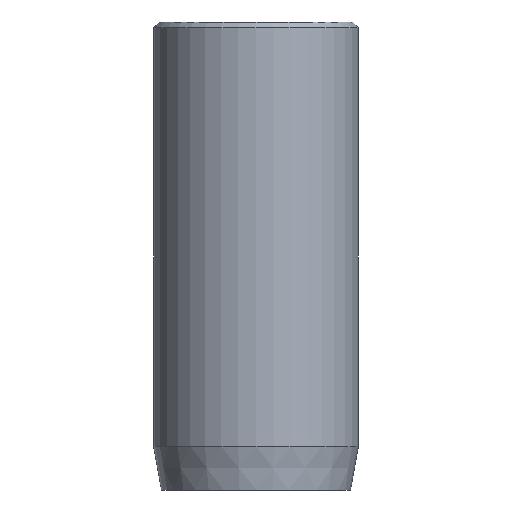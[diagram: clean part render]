
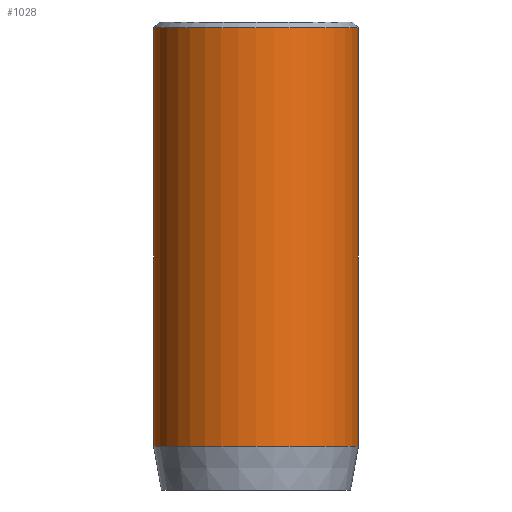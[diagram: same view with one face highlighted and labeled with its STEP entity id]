
A CAD part, front view. The second image highlights one B-rep face of the part: STEP entity #1028.
In plain terms, the highlighted cylindrical face has radius 3.5 mm (diameter 7 mm), a partial arc.
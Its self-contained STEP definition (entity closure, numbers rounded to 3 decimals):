
#7 = CARTESIAN_POINT ( 'NONE',  ( -3.5, 0., 15.8 ) ) ;
#18 = DIRECTION ( 'NONE',  ( 0., 0., 1. ) ) ;
#55 = FACE_OUTER_BOUND ( 'NONE', #378, .T. ) ;
#62 = ORIENTED_EDGE ( 'NONE', *, *, #1177, .T. ) ;
#128 = CARTESIAN_POINT ( 'NONE',  ( -3.5, 0., 16. ) ) ;
#160 = CARTESIAN_POINT ( 'NONE',  ( 3.5, 0., 1.5 ) ) ;
#220 = VERTEX_POINT ( 'NONE', #160 ) ;
#223 = AXIS2_PLACEMENT_3D ( 'NONE', #645, #18, #734 ) ;
#282 = CARTESIAN_POINT ( 'NONE',  ( 0., 0., 15.8 ) ) ;
#285 = CARTESIAN_POINT ( 'NONE',  ( 3.5, 0., 15.8 ) ) ;
#335 = VECTOR ( 'NONE', #1175, 1000. ) ;
#378 = EDGE_LOOP ( 'NONE', ( #497, #870, #1193, #62 ) ) ;
#382 = DIRECTION ( 'NONE',  ( 1., 0., 0. ) ) ;
#385 = CARTESIAN_POINT ( 'NONE',  ( -3.5, 0., 1.5 ) ) ;
#497 = ORIENTED_EDGE ( 'NONE', *, *, #968, .F. ) ;
#508 = VERTEX_POINT ( 'NONE', #285 ) ;
#635 = LINE ( 'NONE', #685, #335 ) ;
#645 = CARTESIAN_POINT ( 'NONE',  ( 0., 0., 1.5 ) ) ;
#680 = VECTOR ( 'NONE', #729, 1000. ) ;
#685 = CARTESIAN_POINT ( 'NONE',  ( 3.5, 0., 16. ) ) ;
#705 = LINE ( 'NONE', #128, #680 ) ;
#708 = CARTESIAN_POINT ( 'NONE',  ( 0., 0., 16. ) ) ;
#729 = DIRECTION ( 'NONE',  ( 0., 0., -1. ) ) ;
#734 = DIRECTION ( 'NONE',  ( 1., 0., 0. ) ) ;
#833 = CIRCLE ( 'NONE', #1173, 3.5 ) ;
#870 = ORIENTED_EDGE ( 'NONE', *, *, #950, .T. ) ;
#892 = CIRCLE ( 'NONE', #223, 3.5 ) ;
#924 = DIRECTION ( 'NONE',  ( 0., 0., -1. ) ) ;
#950 = EDGE_CURVE ( 'NONE', #508, #1080, #833, .T. ) ;
#968 = EDGE_CURVE ( 'NONE', #508, #220, #635, .T. ) ;
#982 = AXIS2_PLACEMENT_3D ( 'NONE', #708, #1203, #1189 ) ;
#1001 = CYLINDRICAL_SURFACE ( 'NONE', #982, 3.5 ) ;
#1010 = VERTEX_POINT ( 'NONE', #385 ) ;
#1028 = ADVANCED_FACE ( 'NONE', ( #55 ), #1001, .T. ) ;
#1080 = VERTEX_POINT ( 'NONE', #7 ) ;
#1161 = EDGE_CURVE ( 'NONE', #1080, #1010, #705, .T. ) ;
#1173 = AXIS2_PLACEMENT_3D ( 'NONE', #282, #924, #382 ) ;
#1175 = DIRECTION ( 'NONE',  ( 0., 0., -1. ) ) ;
#1177 = EDGE_CURVE ( 'NONE', #1010, #220, #892, .T. ) ;
#1189 = DIRECTION ( 'NONE',  ( -1., 0., 0. ) ) ;
#1193 = ORIENTED_EDGE ( 'NONE', *, *, #1161, .T. ) ;
#1203 = DIRECTION ( 'NONE',  ( 0., 0., -1. ) ) ;
